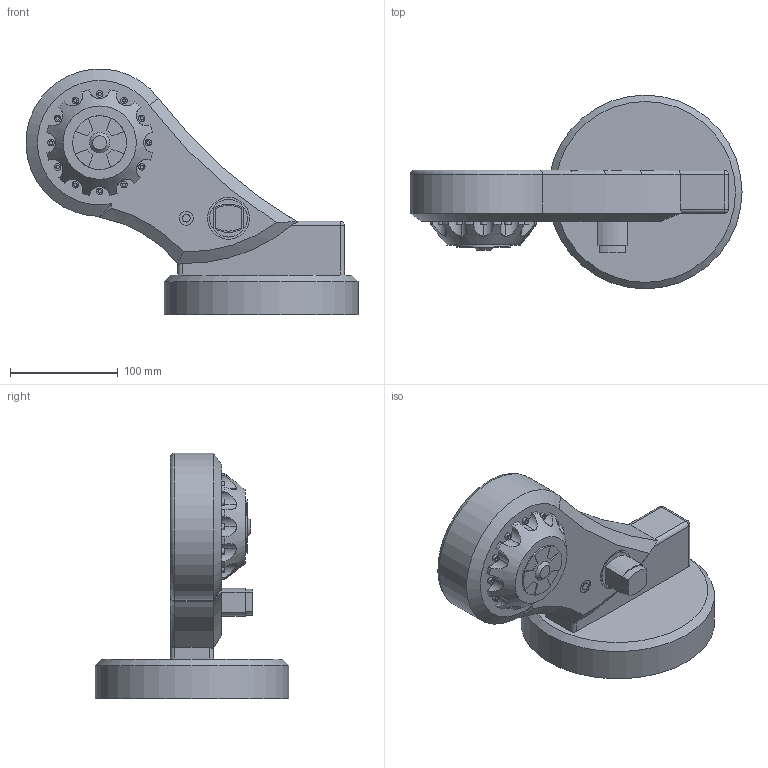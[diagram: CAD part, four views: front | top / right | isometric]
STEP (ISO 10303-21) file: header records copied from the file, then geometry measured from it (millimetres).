
FILE_DESCRIPTION(/* description */ (''),/* implementation_level */ '2;1');
FILE_NAME(/* name */ 'Link_1.step',/* time_stamp */ '2023-12-01T13:47:13-05:00',/* author */ (''),/* organization */ (''),/* preprocessor_version */ 'ST-DEVELOPER v20',/* originating_system */ 'Autodesk Translation Framework v12.14.0.127',/* authorisation */ '');
FILE_SCHEMA (('AUTOMOTIVE_DESIGN { 1 0 10303 214 3 1 1 }'));
Length unit declared in the file: millimetre
Products named in the file (1): (Unsaved)
Bounding box: 308.43 x 180 x 228.29 mm (x, y, z)
Volume: 2387694.8 mm3; surface area: 161844.5 mm2
Topology: 1 solids, 1 shells, 159 faces, 370 edges, 249 vertices
Faces by surface type: cylinder 86, plane 61, cone 7, torus 3, sphere 2
Full cylindrical faces by diameter (mm): 3.2 x12, 6 x12, 7 x1, 13 x1, 30 x2, 34.966 x1, 39.003 x1, 50 x1, 180 x1
Entity records: 5031 total; most frequent: CARTESIAN_POINT 1299, DIRECTION 798, ORIENTED_EDGE 740, EDGE_CURVE 370, AXIS2_PLACEMENT_3D 326, VERTEX_POINT 249, EDGE_LOOP 195, CIRCLE 166
